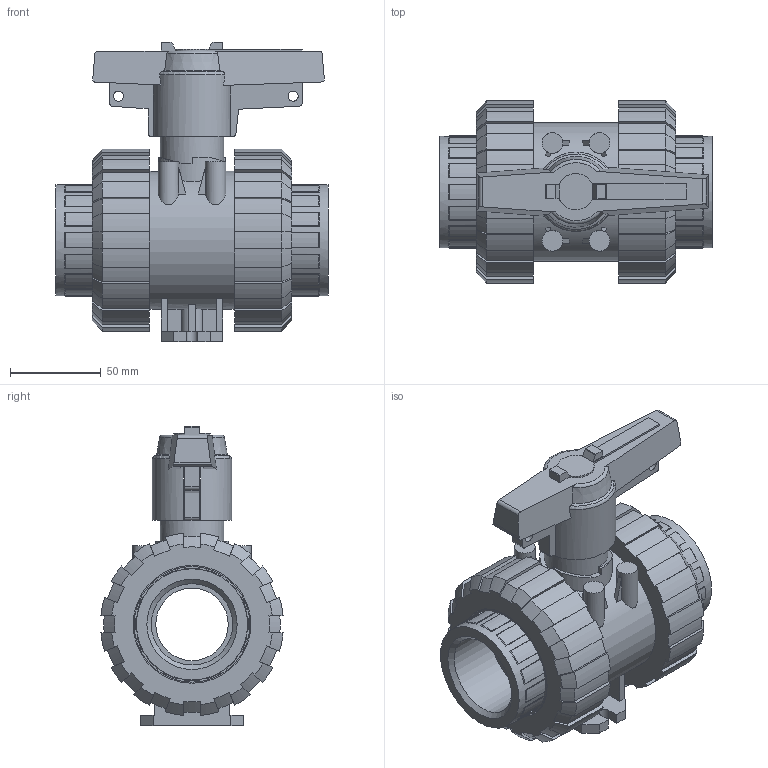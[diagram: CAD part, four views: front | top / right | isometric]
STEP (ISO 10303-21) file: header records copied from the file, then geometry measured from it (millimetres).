
FILE_DESCRIPTION((''),'2;1');
FILE_NAME('PV10053C040.stp','2022-02-15T07:53:10',('RL'),(''),'Autodesk Inventor 2012','Autodesk Inventor 2012','');
FILE_SCHEMA(('AUTOMOTIVE_DESIGN { 1 0 10303 214 1 1 1 1 }'));
Length unit declared in the file: millimetre
Products named in the file (1): PV10053C040
Bounding box: 150.2 x 100.56 x 165.37 mm (x, y, z)
Volume: 679867.1 mm3; surface area: 166902.7 mm2
Topology: 6 solids, 6 shells, 551 faces, 1592 edges, 1064 vertices
Faces by surface type: plane 286, cylinder 147, cone 110, torus 8
Full cylindrical faces by diameter (mm): 5.5 x2, 11.4 x4, 35 x1, 40 x2, 44.844 x2, 50 x1, 61.4 x2, 63.8 x2, 65 x2, 75.7 x2, 76.2 x1, 77.2 x2
Entity records: 18285 total; most frequent: CARTESIAN_POINT 4109, ORIENTED_EDGE 3112, DIRECTION 2848, EDGE_CURVE 1556, VERTEX_POINT 1054, AXIS2_PLACEMENT_3D 1026, VECTOR 796, LINE 796
